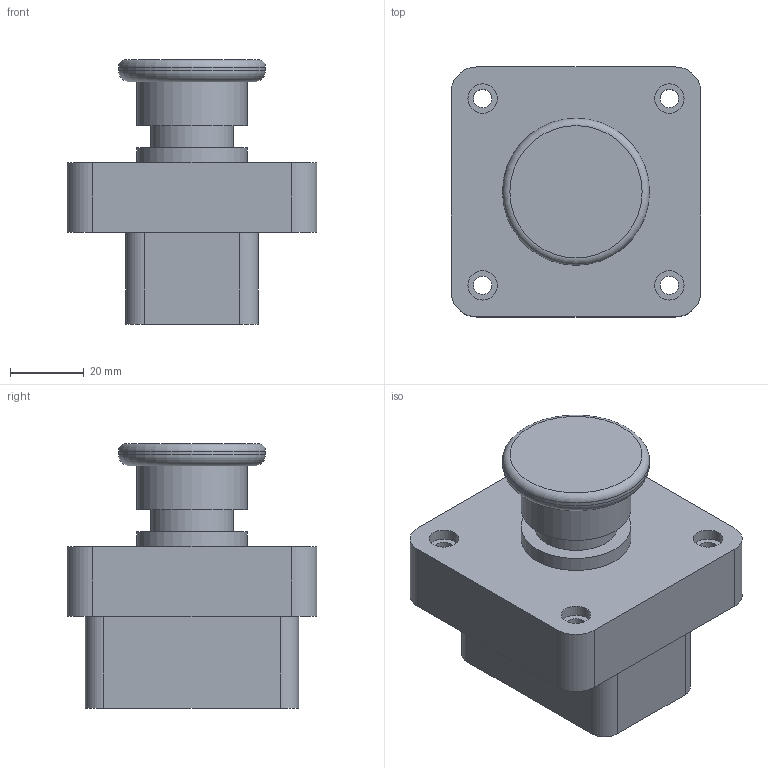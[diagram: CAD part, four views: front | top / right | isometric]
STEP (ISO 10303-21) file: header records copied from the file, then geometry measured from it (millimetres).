
FILE_DESCRIPTION(/* description */ (''),/* implementation_level */ '2;1');
FILE_NAME(/* name */ 'E-Stop.stp',/* time_stamp */ '2017-08-02T21:40:02+01:00',/* author */ ('rclan'),/* organization */ (''),/* preprocessor_version */ 'ST-DEVELOPER v16.1',/* originating_system */ 'Autodesk Inventor 2016',/* authorisation */ '');
FILE_SCHEMA (('AUTOMOTIVE_DESIGN { 1 0 10303 214 3 1 1 }'));
Length unit declared in the file: millimetre
Products named in the file (1): E-Stop
Bounding box: 68 x 68 x 72 mm (x, y, z)
Volume: 157755.7 mm3; surface area: 23867.4 mm2
Topology: 1 solids, 1 shells, 41 faces, 92 edges, 62 vertices
Faces by surface type: cylinder 20, plane 19, torus 2
Full cylindrical faces by diameter (mm): 5 x4, 8 x4, 22.5 x1, 30 x2, 40 x1
Entity records: 1160 total; most frequent: DIRECTION 200, CARTESIAN_POINT 174, ORIENTED_EDGE 148, AXIS2_PLACEMENT_3D 84, EDGE_CURVE 74, EDGE_LOOP 72, VERTEX_POINT 58, CIRCLE 42
